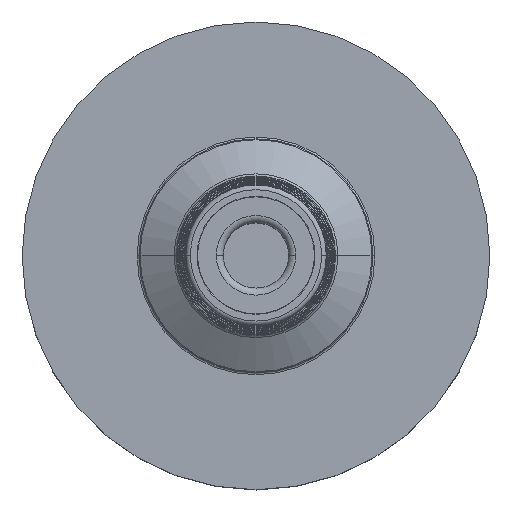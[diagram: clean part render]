
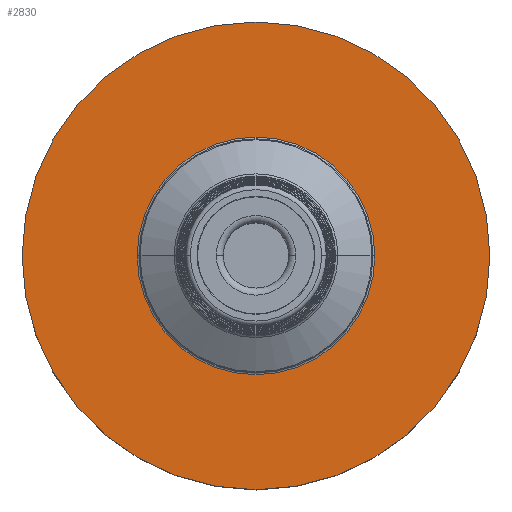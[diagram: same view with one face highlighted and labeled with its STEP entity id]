
A CAD part, top view. The second image highlights one B-rep face of the part: STEP entity #2830.
In plain terms, the highlighted planar face has unit normal (0, 0, 1).
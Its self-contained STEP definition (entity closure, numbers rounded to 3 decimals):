
#833=CARTESIAN_POINT('',(0.,0.,28.95));
#834=DIRECTION('',(0.,0.,1.));
#835=DIRECTION('',(1.,0.,0.));
#836=AXIS2_PLACEMENT_3D('',#833,#834,#835);
#849=CARTESIAN_POINT('',(0.,0.,28.95));
#850=DIRECTION('',(0.,0.,-1.));
#851=DIRECTION('',(1.,0.,0.));
#852=AXIS2_PLACEMENT_3D('',#849,#850,#851);
#872=CARTESIAN_POINT('',(0.,0.,28.95));
#873=DIRECTION('',(0.,0.,1.));
#874=DIRECTION('',(0.,1.,0.));
#875=AXIS2_PLACEMENT_3D('',#872,#873,#874);
#947=CARTESIAN_POINT('',(0.,0.,28.95));
#948=DIRECTION('',(0.,0.,1.));
#949=DIRECTION('',(0.,-1.,0.));
#950=AXIS2_PLACEMENT_3D('',#947,#948,#949);
#1962=CARTESIAN_POINT('',(25.4,0.,28.95));
#1963=VERTEX_POINT('',#1962);
#1964=CARTESIAN_POINT('',(-25.4,0.,28.95));
#1965=VERTEX_POINT('',#1964);
#2055=CARTESIAN_POINT('',(0.,-50.,28.95));
#2056=CARTESIAN_POINT('',(0.,50.,28.95));
#2057=VERTEX_POINT('',#2055);
#2058=VERTEX_POINT('',#2056);
#2815=CARTESIAN_POINT('',(0.,0.,28.95));
#2816=DIRECTION('',(0.,0.,-1.));
#2817=DIRECTION('',(0.,-1.,0.));
#2818=AXIS2_PLACEMENT_3D('',#2815,#2816,#2817);
#2819=PLANE('',#2818);
#2821=ORIENTED_EDGE('',*,*,#2820,.F.);
#2823=ORIENTED_EDGE('',*,*,#2822,.F.);
#2824=EDGE_LOOP('',(#2821,#2823));
#2825=FACE_OUTER_BOUND('',#2824,.F.);
#2826=ORIENTED_EDGE('',*,*,#2797,.T.);
#2827=ORIENTED_EDGE('',*,*,#2808,.F.);
#2828=EDGE_LOOP('',(#2826,#2827));
#2829=FACE_BOUND('',#2828,.F.);
#2830=ADVANCED_FACE('',(#2825,#2829),#2819,.F.);
#837=CIRCLE('',#836,25.4);
#853=CIRCLE('',#852,25.4);
#876=CIRCLE('',#875,50.);
#951=CIRCLE('',#950,50.);
#2797=EDGE_CURVE('',#1963,#1965,#837,.T.);
#2808=EDGE_CURVE('',#1963,#1965,#853,.T.);
#2820=EDGE_CURVE('',#2058,#2057,#876,.T.);
#2822=EDGE_CURVE('',#2057,#2058,#951,.T.);
